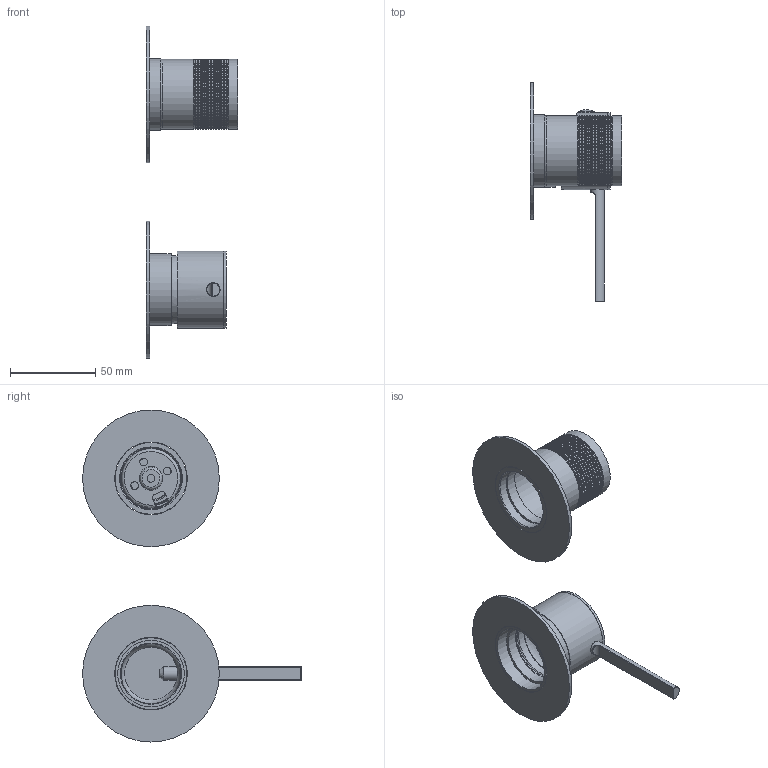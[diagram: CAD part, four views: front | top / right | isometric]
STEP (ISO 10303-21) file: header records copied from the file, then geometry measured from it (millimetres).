
FILE_DESCRIPTION (( 'STEP AP203' ), '1' );
FILE_NAME ('841512HSIX.STEP', '2025-02-05T11:24:28', ( '' ), ( '' ), 'SwSTEP 2.0', 'SolidWorks 2021', '' );
FILE_SCHEMA (( 'CONFIG_CONTROL_DESIGN' ));
Length unit declared in the file: millimetre
Products named in the file (1): 841512HSIX
Bounding box: 53.46 x 128 x 194.24 mm (x, y, z)
Volume: 45390.8 mm3; surface area: 58726.2 mm2
Topology: 13 solids, 13 shells, 3393 faces, 8140 edges, 5425 vertices
Faces by surface type: plane 1354, cone 1315, cylinder 703, torus 14, sphere 5, bspline 2
Full cylindrical faces by diameter (mm): 4.5 x4, 5.5 x1, 7.9 x1, 8 x1, 9.5 x1, 10.5 x1, 12.9 x1, 25.6 x1, 28.6 x1, 31 x2, 31.6 x1, 32 x1, 34.4 x1, 35.8 x3, 36 x1, 37 x1, 37.8 x1, 37.9 x1, 38 x2, 39 x2, 40.5 x1, 40.85 x1, 41 x2, 42 x2, 42.5 x2, 42.6 x1, 45 x1, 45.2 x1, 80 x2
Entity records: 101560 total; most frequent: CARTESIAN_POINT 25219, ORIENTED_EDGE 16046, DIRECTION 14903, EDGE_CURVE 8023, AXIS2_PLACEMENT_3D 6122, VERTEX_POINT 5382, EDGE_LOOP 4149, FACE_OUTER_BOUND 3445
